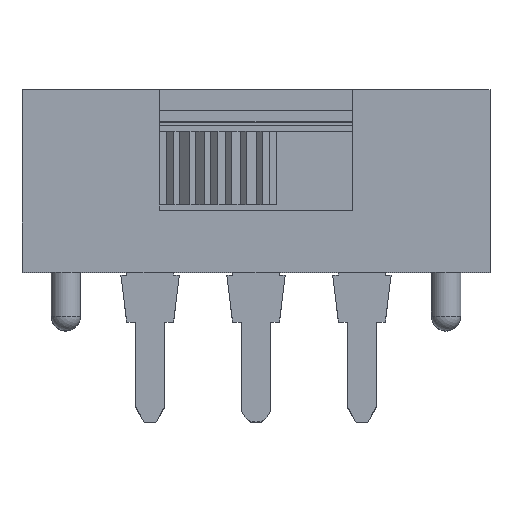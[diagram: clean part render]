
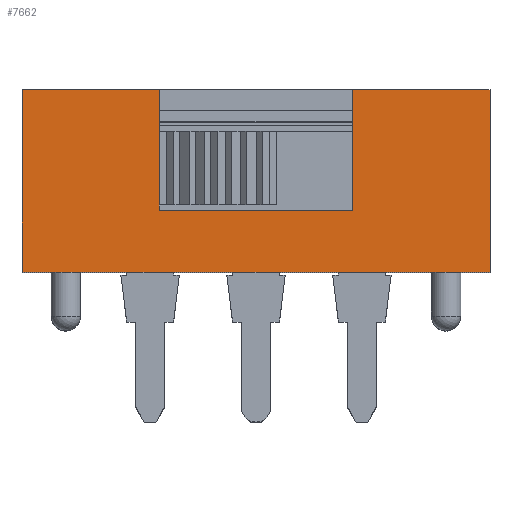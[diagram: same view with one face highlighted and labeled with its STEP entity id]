
A CAD part, top view. The second image highlights one B-rep face of the part: STEP entity #7662.
In plain terms, the highlighted planar face has unit normal (0, 0, 1).
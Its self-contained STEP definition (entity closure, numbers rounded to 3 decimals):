
#337=FACE_OUTER_BOUND('',#748,.T.);
#748=EDGE_LOOP('',(#5621,#5622,#5623,#5624,#5625,#5626,#5627,#5628,#5629,
#5630));
#1204=LINE('',#10917,#2201);
#1430=LINE('',#11440,#2427);
#1454=LINE('',#11487,#2451);
#1455=LINE('',#11489,#2452);
#1456=LINE('',#11491,#2453);
#1457=LINE('',#11493,#2454);
#1458=LINE('',#11495,#2455);
#1459=LINE('',#11497,#2456);
#1460=LINE('',#11499,#2457);
#1461=LINE('',#11500,#2458);
#2201=VECTOR('',#8768,1.);
#2427=VECTOR('',#9170,1.);
#2451=VECTOR('',#9200,1.);
#2452=VECTOR('',#9203,1.);
#2453=VECTOR('',#9204,1.);
#2454=VECTOR('',#9205,1.);
#2455=VECTOR('',#9206,1.);
#2456=VECTOR('',#9207,1.);
#2457=VECTOR('',#9208,1.);
#2458=VECTOR('',#9209,1.);
#3176=VERTEX_POINT('',#10912);
#3177=VERTEX_POINT('',#10915);
#3377=VERTEX_POINT('',#11437);
#3378=VERTEX_POINT('',#11439);
#3381=VERTEX_POINT('',#11449);
#3399=VERTEX_POINT('',#11490);
#3400=VERTEX_POINT('',#11492);
#3401=VERTEX_POINT('',#11494);
#3402=VERTEX_POINT('',#11496);
#3403=VERTEX_POINT('',#11498);
#3959=EDGE_CURVE('',#3177,#3176,#1204,.T.);
#4224=EDGE_CURVE('',#3377,#3378,#1430,.T.);
#4248=EDGE_CURVE('',#3381,#3377,#1454,.T.);
#4249=EDGE_CURVE('',#3176,#3381,#1455,.T.);
#4250=EDGE_CURVE('',#3399,#3177,#1456,.T.);
#4251=EDGE_CURVE('',#3400,#3399,#1457,.T.);
#4252=EDGE_CURVE('',#3400,#3401,#1458,.T.);
#4253=EDGE_CURVE('',#3401,#3402,#1459,.T.);
#4254=EDGE_CURVE('',#3403,#3402,#1460,.T.);
#4255=EDGE_CURVE('',#3403,#3378,#1461,.T.);
#5621=ORIENTED_EDGE('',*,*,#4249,.F.);
#5622=ORIENTED_EDGE('',*,*,#3959,.F.);
#5623=ORIENTED_EDGE('',*,*,#4250,.F.);
#5624=ORIENTED_EDGE('',*,*,#4251,.F.);
#5625=ORIENTED_EDGE('',*,*,#4252,.T.);
#5626=ORIENTED_EDGE('',*,*,#4253,.T.);
#5627=ORIENTED_EDGE('',*,*,#4254,.F.);
#5628=ORIENTED_EDGE('',*,*,#4255,.T.);
#5629=ORIENTED_EDGE('',*,*,#4224,.F.);
#5630=ORIENTED_EDGE('',*,*,#4248,.F.);
#7311=PLANE('',#8136);
#7662=ADVANCED_FACE('',(#337),#7311,.T.);
#8136=AXIS2_PLACEMENT_3D('',#11488,#9201,#9202);
#8768=DIRECTION('',(0.,-1.,0.));
#9170=DIRECTION('',(1.,0.,0.));
#9200=DIRECTION('',(0.,-1.,0.));
#9201=DIRECTION('center_axis',(0.,0.,1.));
#9202=DIRECTION('ref_axis',(1.,0.,0.));
#9203=DIRECTION('',(0.,-1.,0.));
#9204=DIRECTION('',(1.,0.,0.));
#9205=DIRECTION('',(0.,1.,0.));
#9206=DIRECTION('',(1.,0.,0.));
#9207=DIRECTION('',(0.,1.,0.));
#9208=DIRECTION('',(1.,0.,0.));
#9209=DIRECTION('',(0.,-1.,0.));
#10912=CARTESIAN_POINT('',(-4.191,9.754,6.985));
#10915=CARTESIAN_POINT('',(-4.191,11.582,6.985));
#10917=CARTESIAN_POINT('',(-4.191,11.582,6.985));
#11437=CARTESIAN_POINT('',(-4.191,6.325,6.985));
#11439=CARTESIAN_POINT('',(4.191,6.325,6.985));
#11440=CARTESIAN_POINT('',(-4.191,6.325,6.985));
#11449=CARTESIAN_POINT('',(-4.191,6.579,6.985));
#11487=CARTESIAN_POINT('',(-4.191,6.579,6.985));
#11488=CARTESIAN_POINT('Origin',(-10.16,3.658,6.985));
#11489=CARTESIAN_POINT('',(-4.191,9.754,6.985));
#11490=CARTESIAN_POINT('',(-10.16,11.582,6.985));
#11491=CARTESIAN_POINT('',(-10.16,11.582,6.985));
#11492=CARTESIAN_POINT('',(-10.16,3.658,6.985));
#11493=CARTESIAN_POINT('',(-10.16,3.658,6.985));
#11494=CARTESIAN_POINT('',(10.16,3.658,6.985));
#11495=CARTESIAN_POINT('',(-10.16,3.658,6.985));
#11496=CARTESIAN_POINT('',(10.16,11.582,6.985));
#11497=CARTESIAN_POINT('',(10.16,3.658,6.985));
#11498=CARTESIAN_POINT('',(4.191,11.582,6.985));
#11499=CARTESIAN_POINT('',(4.191,11.582,6.985));
#11500=CARTESIAN_POINT('',(4.191,11.582,6.985));
